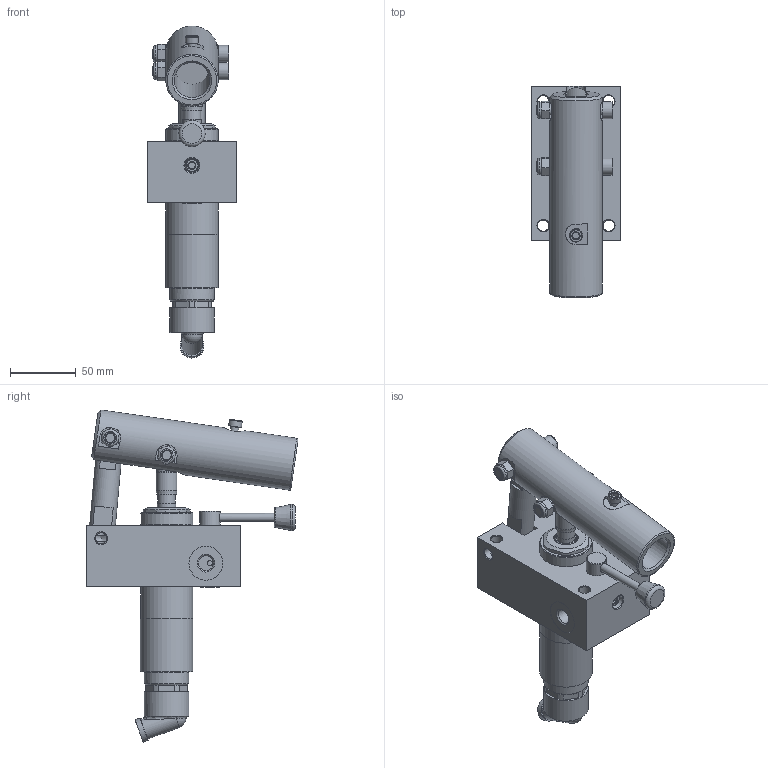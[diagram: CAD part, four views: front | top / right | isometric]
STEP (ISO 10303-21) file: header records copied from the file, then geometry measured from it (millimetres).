
FILE_DESCRIPTION(/* description */ ('Unknown'),/* implementation_level */ '2;1');
FILE_NAME(/* name */ 'AI316HPTD',/* time_stamp */ '2024-11-28T14:40:24+01:00',/* author */ ('Unknown'),/* organization */ ('Unknown'),/* preprocessor_version */ 'ST-DEVELOPER v19.4',/* originating_system */ 'Solid Edge',/* authorisation */ 'Unknown');
FILE_SCHEMA (('AUTOMOTIVE_DESIGN {1 0 10303 214 3 1 1}'));
Products named in the file (1): AI316HPTD
Bounding box: 67.93 x 161.56 x 253.09 mm (x, y, z)
Volume: 638146 mm3; surface area: 108473.2 mm2
Topology: 1 solids, 1 shells, 2020 faces, 5574 edges, 3606 vertices
Faces by surface type: plane 1757, cylinder 159, cone 55, torus 39, bspline 8, sphere 2
Full cylindrical faces by diameter (mm): 3.996 x2, 5.095 x2, 5.994 x2, 6.194 x3, 7.992 x10, 8.591 x6, 9.99 x3, 10.989 x3, 11.434 x4, 12.787 x2, 12.987 x2, 13.486 x1, 13.986 x1, 15.285 x1, 15.485 x1, 15.584 x1, 15.784 x1, 15.984 x3, 16.983 x1, 17.982 x1, 18.382 x1, 18.981 x1, 19.98 x3, 22.977 x1, 25.974 x2, 26.973 x2, 33.866 x1, 33.966 x1, 36.364 x1, 37.962 x2
Entity records: 77257 total; most frequent: CARTESIAN_POINT 11865, ORIENTED_EDGE 10670, DIRECTION 9887, EDGE_CURVE 5335, LINE 4519, VECTOR 4519, VERTEX_POINT 3528, AXIS2_PLACEMENT_3D 2684
